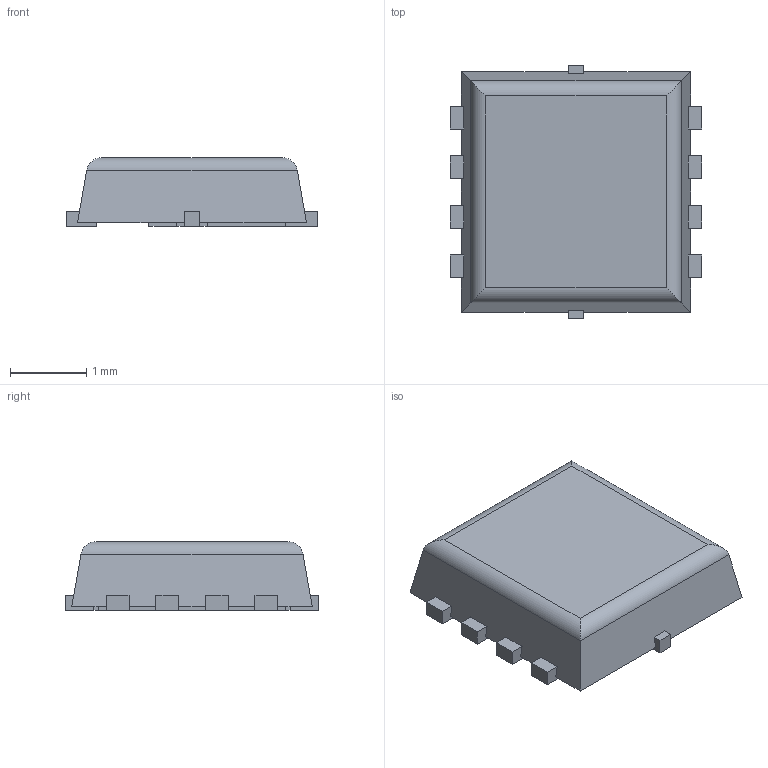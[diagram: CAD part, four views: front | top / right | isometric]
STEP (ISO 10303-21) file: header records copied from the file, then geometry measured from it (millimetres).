
FILE_DESCRIPTION(('FreeCAD Model'),'2;1');
FILE_NAME('Open CASCADE Shape Model','2025-05-19T13:52:48',(''),(''), 'Open CASCADE STEP processor 7.8','FreeCAD','Unknown');
FILE_SCHEMA(('AUTOMOTIVE_DESIGN { 1 0 10303 214 1 1 1 1 }'));
Length unit declared in the file: millimetre
Products named in the file (8): DNH0008A_ASM; FRAME; SOLID; SOLID001; SOLID002; SOLID003; SOLID004; BODY
Assembly tree (7 placements, depth 3):
  DNH0008A_ASM
    FRAME
      SOLID
      SOLID001
      SOLID002
      SOLID003
      SOLID004
    BODY
Bounding box: 3.3 x 3.31 x 0.9 mm (x, y, z)
Volume: 7.6 mm3; surface area: 43.1 mm2
Topology: 6 solids, 6 shells, 148 faces, 404 edges, 268 vertices
Faces by surface type: plane 144, cylinder 4
Entity records: 4949 total; most frequent: CARTESIAN_POINT 872, ORIENTED_EDGE 808, DIRECTION 712, EDGE_CURVE 404, LINE 400, VECTOR 400, VERTEX_POINT 268, AXIS2_PLACEMENT_3D 156
